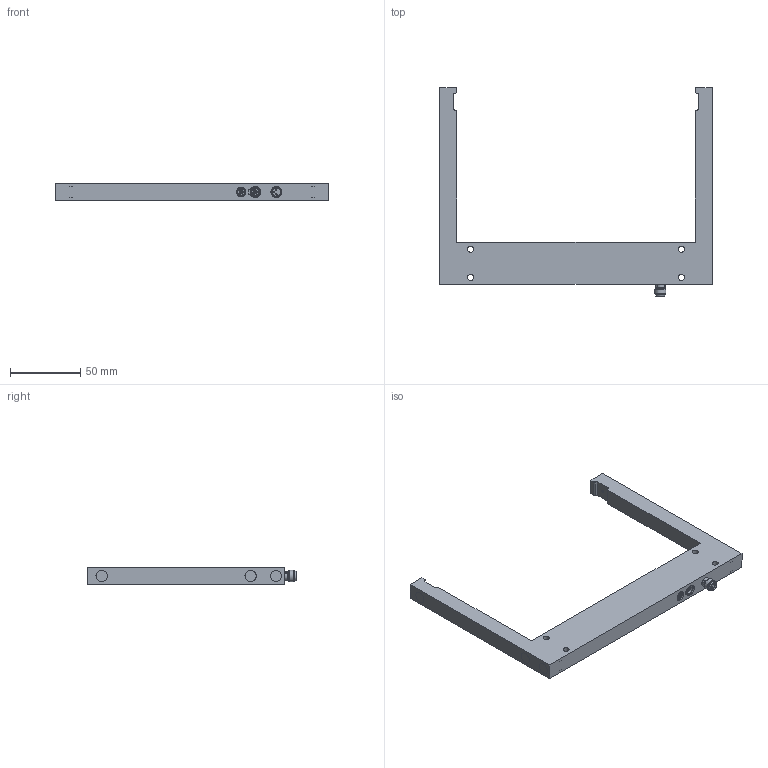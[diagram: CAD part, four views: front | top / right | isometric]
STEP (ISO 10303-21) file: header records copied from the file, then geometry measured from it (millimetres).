
FILE_DESCRIPTION (( 'STEP AP214' ), '1' );
FILE_NAME ('OGU171G3-T3.STEP', '2024-03-20T10:14:43', ( '' ), ( '' ), 'SwSTEP 2.0', 'SolidWorks 2023', '' );
FILE_SCHEMA (( 'AUTOMOTIVE_DESIGN' ));
Length unit declared in the file: inch
Products named in the file (1): OGU171G3-T3
Bounding box: 194 x 148.5 x 12 mm (x, y, z)
Volume: 99708.7 mm3; surface area: 30970.3 mm2
Topology: 1 solids, 15 shells, 270 faces, 570 edges, 375 vertices
Faces by surface type: plane 156, cylinder 104, cone 5, sphere 3, torus 2
Full cylindrical faces by diameter (mm): 1 x3, 2 x4, 2.459 x4, 2.5 x2, 3.5 x4, 4.3 x4, 5 x6, 5.7 x1, 5.8 x2, 6.4 x1, 6.6 x4, 6.7 x6, 6.9 x1, 7 x4, 7.2 x1, 8 x5, 8.08 x2, 8.1 x6
Entity records: 6924 total; most frequent: CARTESIAN_POINT 1305, DIRECTION 1206, ORIENTED_EDGE 966, AXIS2_PLACEMENT_3D 483, EDGE_CURVE 483, EDGE_LOOP 403, VERTEX_POINT 358, FACE_OUTER_BOUND 332
